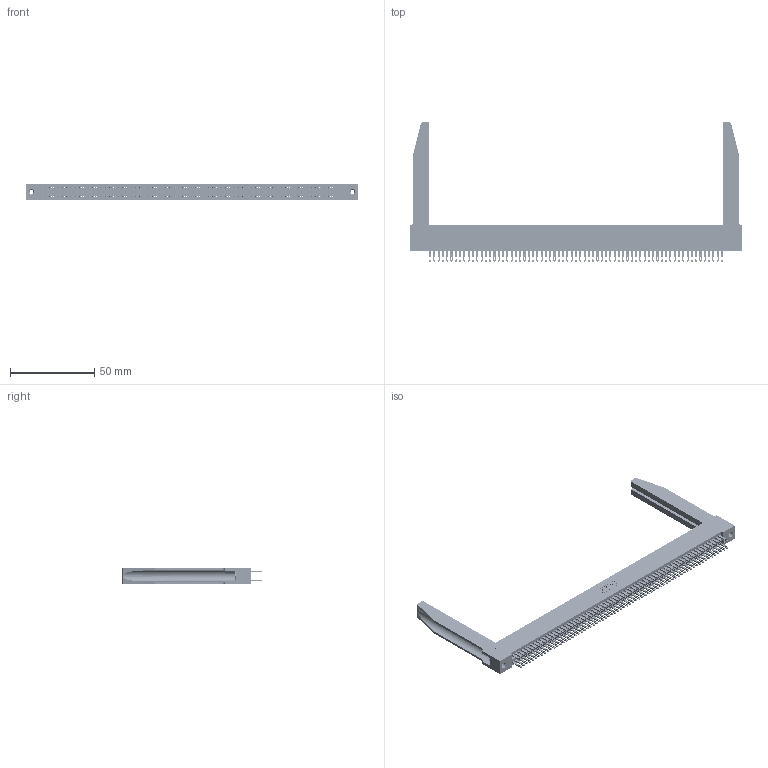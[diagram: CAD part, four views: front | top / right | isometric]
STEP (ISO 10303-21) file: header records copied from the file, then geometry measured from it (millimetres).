
FILE_DESCRIPTION (( 'STEP AP203' ), '1' );
FILE_NAME ('345-138-500-278.STEP', '2019-11-08T13:10:38', ( '' ), ( '' ), 'SwSTEP 2.0', 'SolidWorks 2016', '' );
FILE_SCHEMA (( 'CONFIG_CONTROL_DESIGN' ));
Length unit declared in the file: inch
Products named in the file (5): 345-250-001_345-250-001-102; 345-220-078_345-220-078; 345-138-500-278; 345 Part_Flush Mounting Lugs - 0.156 Dia-TH; 345-292-001_345-293-100
Assembly tree (143 placements, depth 2):
  345-138-500-278
    345 Part_Flush Mounting Lugs - 0.156 Dia-TH
    345-292-001_345-293-100  x138
    345-250-001_345-250-001-102  x2
    345-220-078_345-220-078  x2
Bounding box: 196.49 x 82.47 x 9.4 mm (x, y, z)
Volume: 27530.4 mm3; surface area: 37977.5 mm2
Topology: 143 solids, 143 shells, 6708 faces, 20407 edges, 13594 vertices
Faces by surface type: plane 3948, cylinder 2708, bspline 36, cone 12, torus 4
Entity records: 55174 total; most frequent: CARTESIAN_POINT 10139, ORIENTED_EDGE 8970, DIRECTION 7903, EDGE_CURVE 4485, LINE 3979, VECTOR 3979, VERTEX_POINT 2984, AXIS2_PLACEMENT_3D 1962
